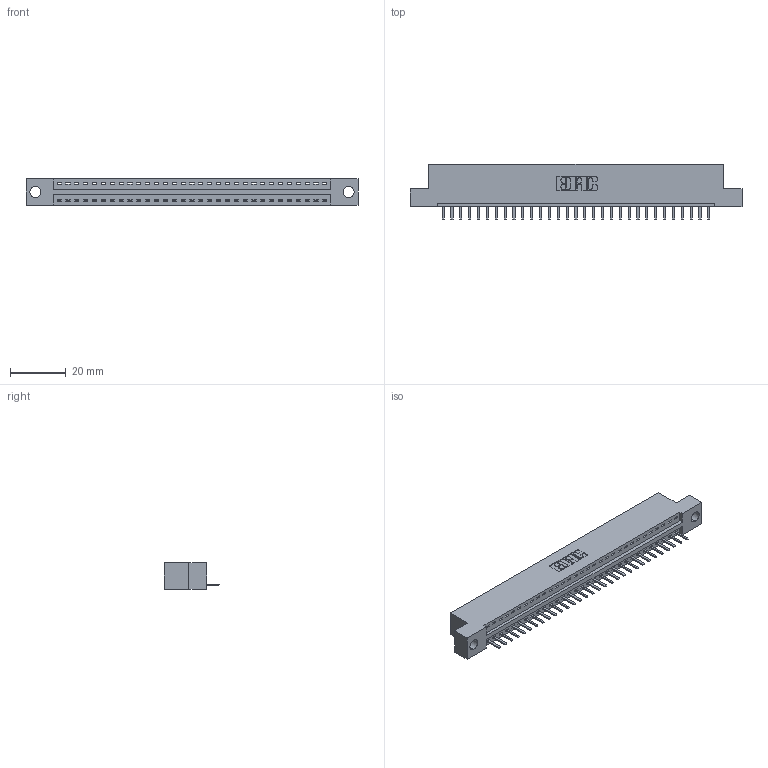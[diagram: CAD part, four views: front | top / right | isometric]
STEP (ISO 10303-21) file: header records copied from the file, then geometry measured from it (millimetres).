
FILE_DESCRIPTION (( 'STEP AP203' ), '1' );
FILE_NAME ('396-031-520-104.STEP', '2019-10-27T10:49:48', ( '' ), ( '' ), 'SwSTEP 2.0', 'SolidWorks 2016', '' );
FILE_SCHEMA (( 'CONFIG_CONTROL_DESIGN' ));
Length unit declared in the file: inch
Products named in the file (3): 396-031-520-104; 345-292-001_345-293-120; 346 Part_Flush Mounting Lugs - 0.156 Dia-TH
Assembly tree (32 placements, depth 2):
  396-031-520-104
    346 Part_Flush Mounting Lugs - 0.156 Dia-TH
    345-292-001_345-293-120  x31
Bounding box: 119 x 20.02 x 9.4 mm (x, y, z)
Volume: 11138 mm3; surface area: 13309.7 mm2
Topology: 32 solids, 32 shells, 2044 faces, 6033 edges, 3938 vertices
Faces by surface type: plane 1378, cylinder 666
Entity records: 20837 total; most frequent: CARTESIAN_POINT 3593, ORIENTED_EDGE 3546, DIRECTION 3171, EDGE_CURVE 1773, LINE 1513, VECTOR 1513, VERTEX_POINT 1178, AXIS2_PLACEMENT_3D 829
